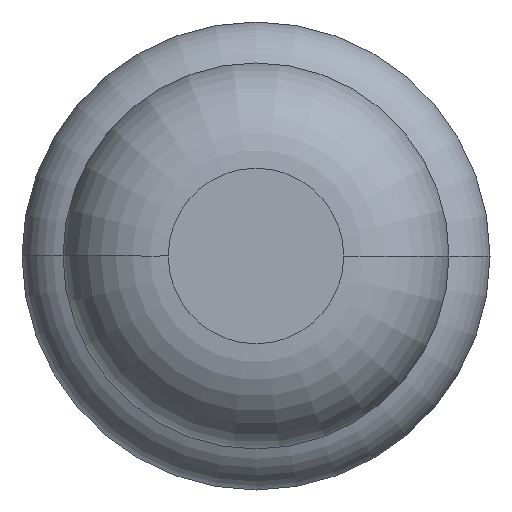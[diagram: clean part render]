
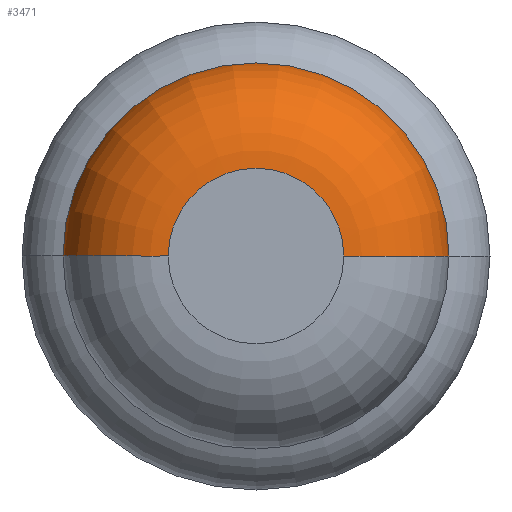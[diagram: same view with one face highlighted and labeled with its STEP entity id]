
A CAD part, front view. The second image highlights one B-rep face of the part: STEP entity #3471.
In plain terms, the highlighted toroidal (fillet/blend) face has major radius 0.375 mm and minor radius 0.45 mm.
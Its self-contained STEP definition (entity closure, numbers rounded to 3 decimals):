
#150 = DIRECTION ( 'NONE',  ( 1., 0., 0. ) ) ;
#496 = AXIS2_PLACEMENT_3D ( 'NONE', #660, #4680, #1344 ) ;
#660 = CARTESIAN_POINT ( 'NONE',  ( 0., -31.55, 0. ) ) ;
#715 = DIRECTION ( 'NONE',  ( 1., 0., 0. ) ) ;
#778 = EDGE_CURVE ( 'NONE', #832, #2228, #2016, .T. ) ;
#787 = TOROIDAL_SURFACE ( 'NONE', #496, 0.375, 0.45 ) ;
#832 = VERTEX_POINT ( 'NONE', #4399 ) ;
#969 = EDGE_CURVE ( 'NONE', #1255, #4328, #1619, .T. ) ;
#1107 = EDGE_LOOP ( 'NONE', ( #4192, #3488, #4427, #3912 ) ) ;
#1111 = DIRECTION ( 'NONE',  ( 0., -1., 0. ) ) ;
#1190 = AXIS2_PLACEMENT_3D ( 'NONE', #1888, #4418, #2980 ) ;
#1255 = VERTEX_POINT ( 'NONE', #3370 ) ;
#1344 = DIRECTION ( 'NONE',  ( 1., 0., 0. ) ) ;
#1619 = CIRCLE ( 'NONE', #4315, 0.45 ) ;
#1651 = CIRCLE ( 'NONE', #3530, 0.825 ) ;
#1708 = DIRECTION ( 'NONE',  ( -1., 0., 0. ) ) ;
#1888 = CARTESIAN_POINT ( 'NONE',  ( -0.375, -31.55, 0. ) ) ;
#2016 = CIRCLE ( 'NONE', #1190, 0.45 ) ;
#2228 = VERTEX_POINT ( 'NONE', #3140 ) ;
#2302 = FACE_OUTER_BOUND ( 'NONE', #1107, .T. ) ;
#2730 = CARTESIAN_POINT ( 'NONE',  ( 0., -32., 0. ) ) ;
#2979 = CARTESIAN_POINT ( 'NONE',  ( 0., -31.55, 0. ) ) ;
#2980 = DIRECTION ( 'NONE',  ( 1., 0., 0. ) ) ;
#3046 = DIRECTION ( 'NONE',  ( 0., -1., 0. ) ) ;
#3140 = CARTESIAN_POINT ( 'NONE',  ( -0.375, -32., 0. ) ) ;
#3370 = CARTESIAN_POINT ( 'NONE',  ( 0.825, -31.55, 0. ) ) ;
#3471 = ADVANCED_FACE ( 'Defeature ausgef�hrt1_8', ( #2302 ), #787, .T. ) ;
#3488 = ORIENTED_EDGE ( 'NONE', *, *, #778, .T. ) ;
#3530 = AXIS2_PLACEMENT_3D ( 'NONE', #2979, #1111, #715 ) ;
#3542 = DIRECTION ( 'NONE',  ( 0., 0., -1. ) ) ;
#3612 = AXIS2_PLACEMENT_3D ( 'NONE', #2730, #3046, #150 ) ;
#3647 = CARTESIAN_POINT ( 'NONE',  ( 0.375, -32., 0. ) ) ;
#3912 = ORIENTED_EDGE ( 'NONE', *, *, #969, .F. ) ;
#4192 = ORIENTED_EDGE ( 'NONE', *, *, #4312, .T. ) ;
#4235 = CIRCLE ( 'NONE', #3612, 0.375 ) ;
#4295 = CARTESIAN_POINT ( 'NONE',  ( 0.375, -31.55, 0. ) ) ;
#4312 = EDGE_CURVE ( 'Defeature ausgef�hrt1_8+Defeature ausgef�hrt1_9+Defeature ausgef�hrt1_9+Defeature ausgef�hrt1_9', #1255, #832, #1651, .T. ) ;
#4315 = AXIS2_PLACEMENT_3D ( 'NONE', #4295, #3542, #1708 ) ;
#4328 = VERTEX_POINT ( 'NONE', #3647 ) ;
#4399 = CARTESIAN_POINT ( 'NONE',  ( -0.825, -31.55, 0. ) ) ;
#4418 = DIRECTION ( 'NONE',  ( 0., 0., 1. ) ) ;
#4427 = ORIENTED_EDGE ( 'NONE', *, *, #4626, .F. ) ;
#4626 = EDGE_CURVE ( 'Defeature ausgef�hrt1_7+Defeature ausgef�hrt1_8+Defeature ausgef�hrt1_8+Defeature ausgef�hrt1_8', #4328, #2228, #4235, .T. ) ;
#4680 = DIRECTION ( 'NONE',  ( 0., -1., 0. ) ) ;
